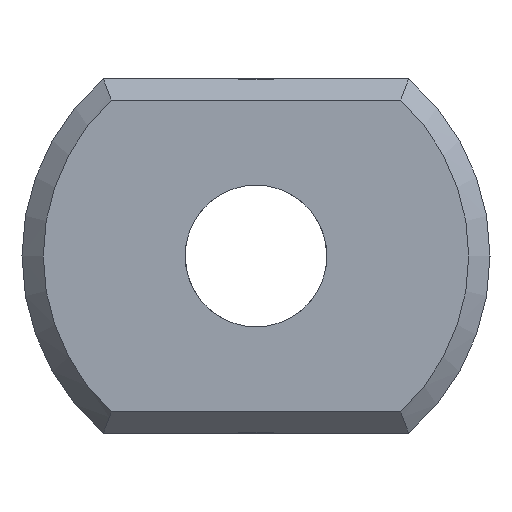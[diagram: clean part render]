
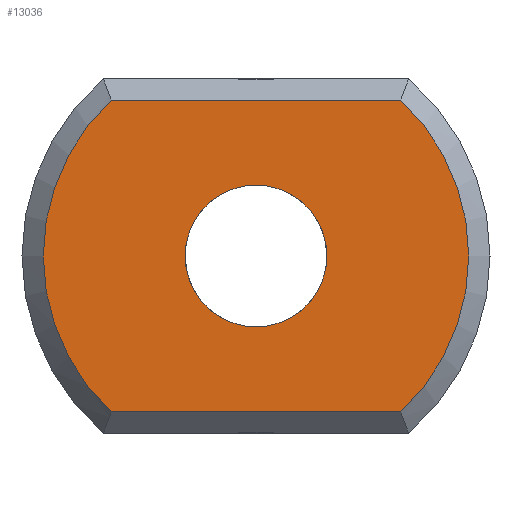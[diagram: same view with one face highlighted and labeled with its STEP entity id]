
A CAD part, left-side view. The second image highlights one B-rep face of the part: STEP entity #13036.
In plain terms, the highlighted planar face has unit normal (-1, 0, 0).
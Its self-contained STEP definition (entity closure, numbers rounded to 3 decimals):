
#3258 = VERTEX_POINT('',#3259);
#3259 = CARTESIAN_POINT('',(0.,-2.04,2.2));
#3268 = VERTEX_POINT('',#3269);
#3269 = CARTESIAN_POINT('',(0.,-2.04,-2.2));
#3276 = EDGE_CURVE('',#3258,#3268,#3277,.T.);
#3277 = CIRCLE('',#3278,3.);
#3278 = AXIS2_PLACEMENT_3D('',#3279,#3280,#3281);
#3279 = CARTESIAN_POINT('',(0.,0.,0.));
#3280 = DIRECTION('',(1.,0.,0.));
#3281 = DIRECTION('',(0.,-0.653,0.758)
  );
#3498 = VERTEX_POINT('',#3499);
#3499 = CARTESIAN_POINT('',(0.,2.04,2.2));
#3506 = EDGE_CURVE('',#3258,#3498,#3507,.T.);
#3507 = LINE('',#3508,#3509);
#3508 = CARTESIAN_POINT('',(0.,-2.154,2.2));
#3509 = VECTOR('',#3510,1.);
#3510 = DIRECTION('',(0.,1.,0.));
#13036 = ADVANCED_FACE('',(#13037,#13056),#13067,.F.);
#13037 = FACE_BOUND('',#13038,.F.);
#13038 = EDGE_LOOP('',(#13039,#13048,#13049,#13050));
#13039 = ORIENTED_EDGE('',*,*,#13040,.T.);
#13040 = EDGE_CURVE('',#13041,#3498,#13043,.T.);
#13041 = VERTEX_POINT('',#13042);
#13042 = CARTESIAN_POINT('',(0.,2.04,-2.2));
#13043 = CIRCLE('',#13044,3.);
#13044 = AXIS2_PLACEMENT_3D('',#13045,#13046,#13047);
#13045 = CARTESIAN_POINT('',(0.,0.,0.));
#13046 = DIRECTION('',(1.,0.,0.));
#13047 = DIRECTION('',(0.,0.653,-0.758)
  );
#13048 = ORIENTED_EDGE('',*,*,#3506,.F.);
#13049 = ORIENTED_EDGE('',*,*,#3276,.T.);
#13050 = ORIENTED_EDGE('',*,*,#13051,.T.);
#13051 = EDGE_CURVE('',#3268,#13041,#13052,.T.);
#13052 = LINE('',#13053,#13054);
#13053 = CARTESIAN_POINT('',(0.,-2.154,-2.2));
#13054 = VECTOR('',#13055,1.);
#13055 = DIRECTION('',(0.,1.,0.));
#13056 = FACE_BOUND('',#13057,.T.);
#13057 = EDGE_LOOP('',(#13058));
#13058 = ORIENTED_EDGE('',*,*,#13059,.T.);
#13059 = EDGE_CURVE('',#13060,#13060,#13062,.T.);
#13060 = VERTEX_POINT('',#13061);
#13061 = CARTESIAN_POINT('',(0.,1.,0.)
  );
#13062 = CIRCLE('',#13063,1.);
#13063 = AXIS2_PLACEMENT_3D('',#13064,#13065,#13066);
#13064 = CARTESIAN_POINT('',(0.,0.,0.));
#13065 = DIRECTION('',(1.,0.,0.));
#13066 = DIRECTION('',(0.,1.,0.));
#13067 = PLANE('',#13068);
#13068 = AXIS2_PLACEMENT_3D('',#13069,#13070,#13071);
#13069 = CARTESIAN_POINT('',(0.,0.,0.));
#13070 = DIRECTION('',(1.,0.,0.));
#13071 = DIRECTION('',(0.,0.,1.));
